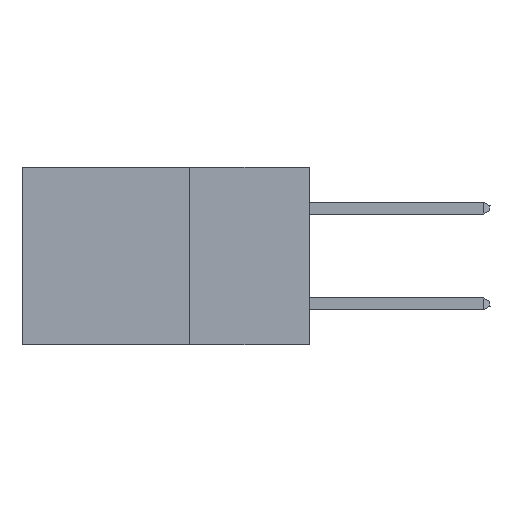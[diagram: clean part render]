
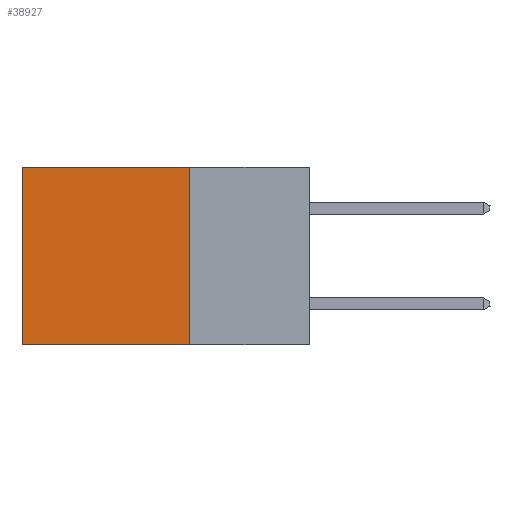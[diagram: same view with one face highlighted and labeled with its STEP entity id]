
A CAD part, left-side view. The second image highlights one B-rep face of the part: STEP entity #38927.
In plain terms, the highlighted planar face has unit normal (-1, 0, 0).
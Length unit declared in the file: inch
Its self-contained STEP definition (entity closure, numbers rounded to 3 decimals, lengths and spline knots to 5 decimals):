
#202 = VECTOR ( 'NONE', #9703, 39.37008 ) ;
#385 = CARTESIAN_POINT ( 'NONE',  ( 0.2875, 0.6, 0. ) ) ;
#2647 = EDGE_CURVE ( 'NONE', #4928, #35199, #8592, .T. ) ;
#3111 = LINE ( 'NONE', #22793, #19338 ) ;
#4837 = CARTESIAN_POINT ( 'NONE',  ( 0.2875, 0.25, -0.37 ) ) ;
#4928 = VERTEX_POINT ( 'NONE', #17529 ) ;
#6450 = DIRECTION ( 'NONE',  ( 1., 0., 0. ) ) ;
#8592 = LINE ( 'NONE', #17748, #15415 ) ;
#8627 = CARTESIAN_POINT ( 'NONE',  ( 0.2875, 0.6, 0. ) ) ;
#9703 = DIRECTION ( 'NONE',  ( 0., 1., 0. ) ) ;
#10113 = CARTESIAN_POINT ( 'NONE',  ( 0.2875, 0.25, 0. ) ) ;
#11259 = ORIENTED_EDGE ( 'NONE', *, *, #33523, .F. ) ;
#12270 = DIRECTION ( 'NONE',  ( 0., 1., 0. ) ) ;
#13327 = DIRECTION ( 'NONE',  ( 0., 0., -1. ) ) ;
#14234 = FACE_OUTER_BOUND ( 'NONE', #34694, .T. ) ;
#15415 = VECTOR ( 'NONE', #41093, 39.37008 ) ;
#17529 = CARTESIAN_POINT ( 'NONE',  ( 0.2875, 0.25, 0. ) ) ;
#17748 = CARTESIAN_POINT ( 'NONE',  ( 0.2875, 0.25, 0. ) ) ;
#18542 = VECTOR ( 'NONE', #18882, 39.37008 ) ;
#18882 = DIRECTION ( 'NONE',  ( 0., 0., -1. ) ) ;
#19338 = VECTOR ( 'NONE', #12270, 39.37008 ) ;
#19647 = CARTESIAN_POINT ( 'NONE',  ( 0.2875, 0.25, -0.37 ) ) ;
#20279 = VERTEX_POINT ( 'NONE', #385 ) ;
#21349 = AXIS2_PLACEMENT_3D ( 'NONE', #10113, #6450, #13327 ) ;
#22793 = CARTESIAN_POINT ( 'NONE',  ( 0.2875, 0.25, 0. ) ) ;
#23266 = PLANE ( 'NONE',  #21349 ) ;
#23784 = LINE ( 'NONE', #19647, #202 ) ;
#25083 = ORIENTED_EDGE ( 'NONE', *, *, #29569, .T. ) ;
#25798 = EDGE_CURVE ( 'NONE', #4928, #20279, #3111, .T. ) ;
#26242 = ORIENTED_EDGE ( 'NONE', *, *, #2647, .F. ) ;
#29569 = EDGE_CURVE ( 'NONE', #20279, #41258, #35229, .T. ) ;
#33518 = CARTESIAN_POINT ( 'NONE',  ( 0.2875, 0.6, -0.37 ) ) ;
#33523 = EDGE_CURVE ( 'NONE', #35199, #41258, #23784, .T. ) ;
#34694 = EDGE_LOOP ( 'NONE', ( #25083, #11259, #26242, #39672 ) ) ;
#35199 = VERTEX_POINT ( 'NONE', #4837 ) ;
#35229 = LINE ( 'NONE', #8627, #18542 ) ;
#38927 = ADVANCED_FACE ( 'NONE', ( #14234 ), #23266, .F. ) ;
#39672 = ORIENTED_EDGE ( 'NONE', *, *, #25798, .T. ) ;
#41093 = DIRECTION ( 'NONE',  ( 0., 0., -1. ) ) ;
#41258 = VERTEX_POINT ( 'NONE', #33518 ) ;
